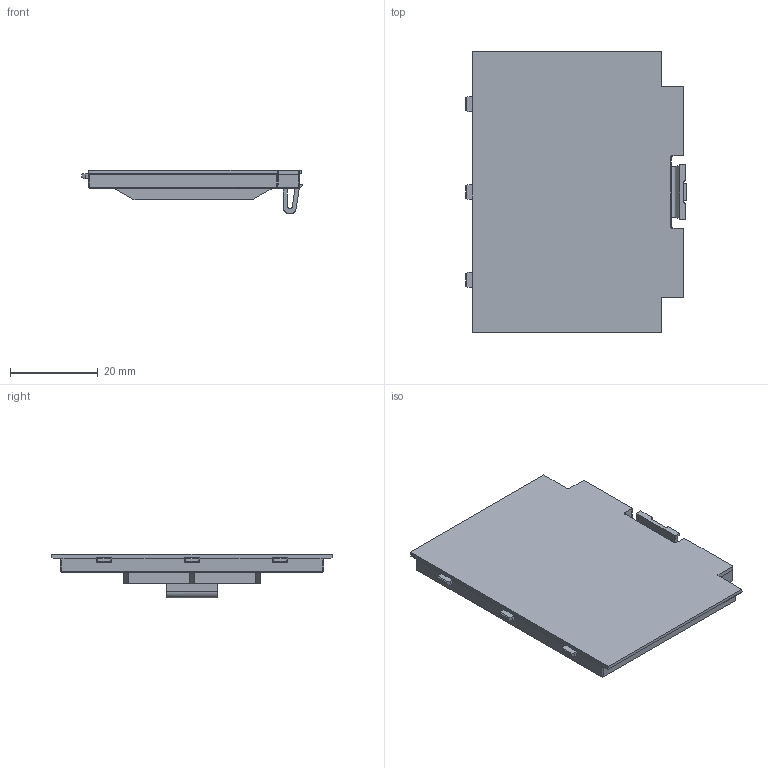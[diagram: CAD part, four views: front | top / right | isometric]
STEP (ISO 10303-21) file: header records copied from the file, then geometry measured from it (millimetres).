
FILE_DESCRIPTION (( 'STEP AP214' ), '1' );
FILE_NAME ('BAbeta_top.STEP', '2019-08-15T14:35:43', ( '' ), ( '' ), 'SwSTEP 2.0', 'SolidWorks 2019', '' );
FILE_SCHEMA (( 'AUTOMOTIVE_DESIGN' ));
Length unit declared in the file: millimetre
Products named in the file (1): BAbeta_top
Bounding box: 50.2 x 63.79 x 10 mm (x, y, z)
Volume: 7403 mm3; surface area: 9412.7 mm2
Topology: 1 solids, 1 shells, 326 faces, 860 edges, 539 vertices
Faces by surface type: plane 150, cylinder 139, sphere 22, torus 11, cone 4
Entity records: 10267 total; most frequent: CARTESIAN_POINT 2170, ORIENTED_EDGE 1720, DIRECTION 1664, EDGE_CURVE 860, AXIS2_PLACEMENT_3D 558, LINE 548, VECTOR 548, VERTEX_POINT 539
